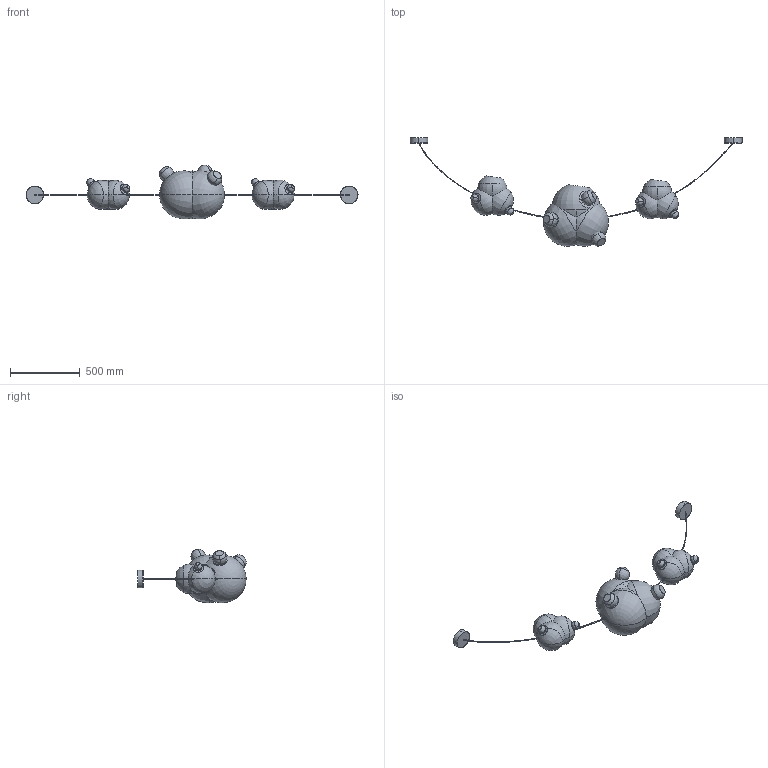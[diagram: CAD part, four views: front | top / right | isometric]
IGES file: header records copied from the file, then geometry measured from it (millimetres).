
Start section: SolidWorks IGES file using analytic representation for surfaces
Global section: file name: KBUBCD - Knotty Bubbles Chain - 1 Large 2 Small Bubbles.IGS; native system: SolidWorks 2015; preprocessor: SolidWorks 2015; author: Design; date: 190718.144123; units: millimetre
Bounding box: 2387.6 x 779.26 x 385.65 mm (x, y, z)
Volume: 63393581 mm3; surface area: 1319102.5 mm2
Topology: 8 solids, 8 shells, 124 faces, 321 edges, 183 vertices
Faces by surface type: revolution 98, plane 16, bspline 10
